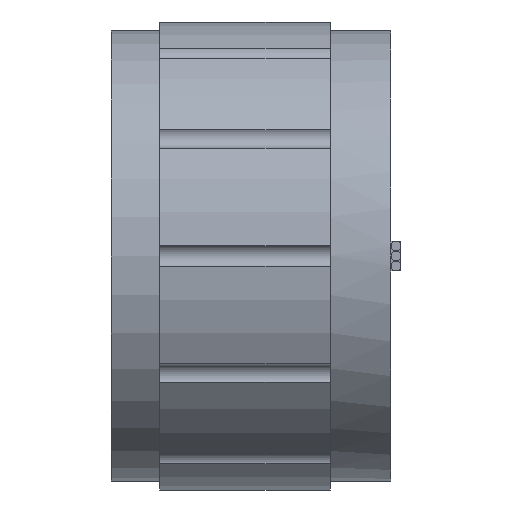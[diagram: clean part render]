
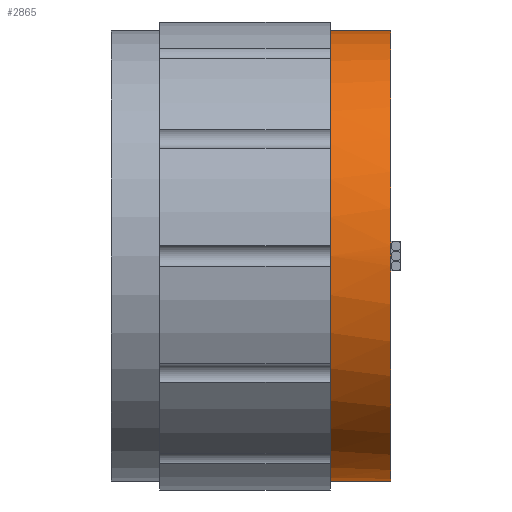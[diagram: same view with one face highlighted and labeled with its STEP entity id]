
A CAD part, front view. The second image highlights one B-rep face of the part: STEP entity #2865.
In plain terms, the highlighted cylindrical face has radius 37 mm (diameter 74 mm), a full revolution.
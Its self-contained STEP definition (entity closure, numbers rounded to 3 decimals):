
#225=LINE('',#5158,#410);
#410=VECTOR('',#4337,37.);
#509=CYLINDRICAL_SURFACE('',#3404,37.);
#677=FACE_OUTER_BOUND('',#849,.T.);
#849=EDGE_LOOP('',(#2463,#2464,#2465,#2466,#2467,#2468,#2469));
#1000=CIRCLE('',#3309,37.);
#1001=CIRCLE('',#3311,37.);
#1002=CIRCLE('',#3312,37.);
#1059=CIRCLE('',#3402,37.);
#1060=CIRCLE('',#3405,37.);
#1230=VERTEX_POINT('',#4886);
#1235=VERTEX_POINT('',#4897);
#1242=VERTEX_POINT('',#4918);
#1252=VERTEX_POINT('',#4972);
#1311=VERTEX_POINT('',#5152);
#1604=EDGE_CURVE('',#1242,#1230,#1000,.T.);
#1610=EDGE_CURVE('',#1230,#1252,#1001,.T.);
#1611=EDGE_CURVE('',#1252,#1235,#1002,.T.);
#1698=EDGE_CURVE('',#1311,#1311,#1059,.T.);
#1700=EDGE_CURVE('',#1235,#1242,#1060,.T.);
#1701=EDGE_CURVE('',#1252,#1311,#225,.T.);
#2463=ORIENTED_EDGE('',*,*,#1610,.F.);
#2464=ORIENTED_EDGE('',*,*,#1604,.F.);
#2465=ORIENTED_EDGE('',*,*,#1700,.F.);
#2466=ORIENTED_EDGE('',*,*,#1611,.F.);
#2467=ORIENTED_EDGE('',*,*,#1701,.T.);
#2468=ORIENTED_EDGE('',*,*,#1698,.T.);
#2469=ORIENTED_EDGE('',*,*,#1701,.F.);
#2865=ADVANCED_FACE('',(#677),#509,.T.);
#3309=AXIS2_PLACEMENT_3D('',#4963,#4107,#4108);
#3311=AXIS2_PLACEMENT_3D('',#4973,#4116,#4117);
#3312=AXIS2_PLACEMENT_3D('',#4974,#4118,#4119);
#3402=AXIS2_PLACEMENT_3D('',#5153,#4328,#4329);
#3404=AXIS2_PLACEMENT_3D('',#5156,#4333,#4334);
#3405=AXIS2_PLACEMENT_3D('',#5157,#4335,#4336);
#4107=DIRECTION('center_axis',(1.,0.,0.));
#4108=DIRECTION('ref_axis',(0.,-0.259,-0.966));
#4116=DIRECTION('center_axis',(1.,0.,0.));
#4117=DIRECTION('ref_axis',(0.,-0.259,-0.966));
#4118=DIRECTION('center_axis',(1.,0.,0.));
#4119=DIRECTION('ref_axis',(0.,-0.259,-0.966));
#4328=DIRECTION('center_axis',(1.,0.,0.));
#4329=DIRECTION('ref_axis',(0.,-0.707,-0.707));
#4333=DIRECTION('center_axis',(1.,0.,0.));
#4334=DIRECTION('ref_axis',(0.,0.,-1.));
#4335=DIRECTION('center_axis',(1.,0.,0.));
#4336=DIRECTION('ref_axis',(0.,-0.259,-0.966));
#4337=DIRECTION('',(-1.,0.,0.));
#4886=CARTESIAN_POINT('',(38.,-36.964,-1.63));
#4897=CARTESIAN_POINT('',(38.,-36.964,1.63));
#4918=CARTESIAN_POINT('',(38.,-37.,0.));
#4963=CARTESIAN_POINT('Origin',(38.,0.,0.));
#4972=CARTESIAN_POINT('',(38.,0.,37.));
#4973=CARTESIAN_POINT('Origin',(38.,0.,0.));
#4974=CARTESIAN_POINT('Origin',(38.,0.,0.));
#5152=CARTESIAN_POINT('',(28.,0.,37.));
#5153=CARTESIAN_POINT('Origin',(28.,0.,0.));
#5156=CARTESIAN_POINT('Origin',(28.,0.,0.));
#5157=CARTESIAN_POINT('Origin',(38.,0.,0.));
#5158=CARTESIAN_POINT('',(28.,0.,37.));
